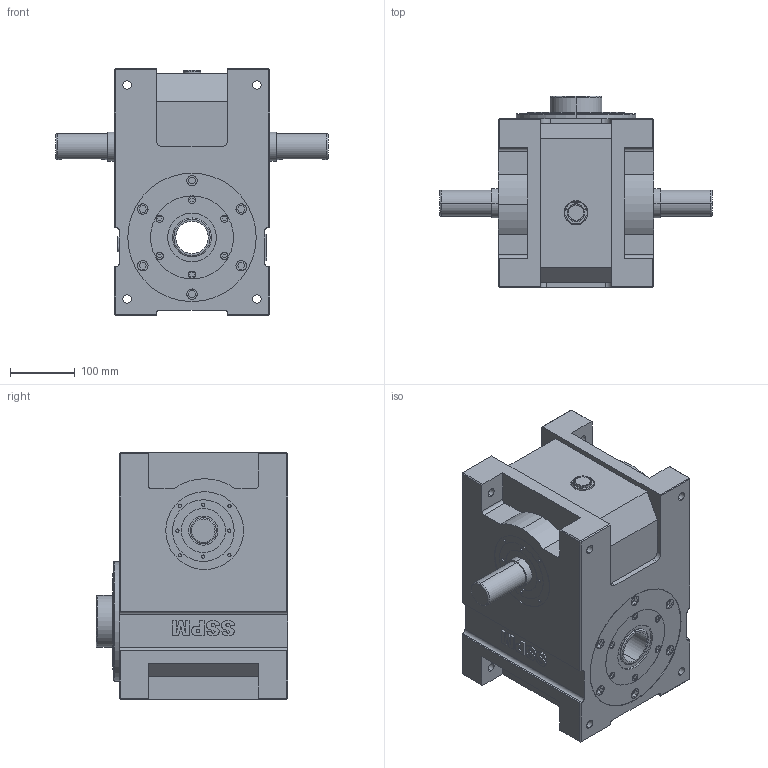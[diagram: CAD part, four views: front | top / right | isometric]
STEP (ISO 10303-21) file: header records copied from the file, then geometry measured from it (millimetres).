
FILE_DESCRIPTION (( 'STEP AP203' ), '1' );
FILE_NAME ('DH140¼Ð·Ç.STEP', '2025-06-07T02:17:47', ( '' ), ( '' ), 'SwSTEP 2.0', 'SolidWorks 2018', '' );
FILE_SCHEMA (( 'CONFIG_CONTROL_DESIGN' ));
Length unit declared in the file: millimetre
Products named in the file (1): DH140標準
Bounding box: 420 x 295 x 380 mm (x, y, z)
Volume: 21075296.1 mm3; surface area: 636988.7 mm2
Topology: 1 solids, 1 shells, 524 faces, 1285 edges, 842 vertices
Faces by surface type: plane 312, cylinder 153, bspline 41, torus 16, cone 2
Entity records: 17838 total; most frequent: CARTESIAN_POINT 5297, ORIENTED_EDGE 2570, DIRECTION 2509, EDGE_CURVE 1285, VECTOR 849, LINE 849, VERTEX_POINT 842, AXIS2_PLACEMENT_3D 830
